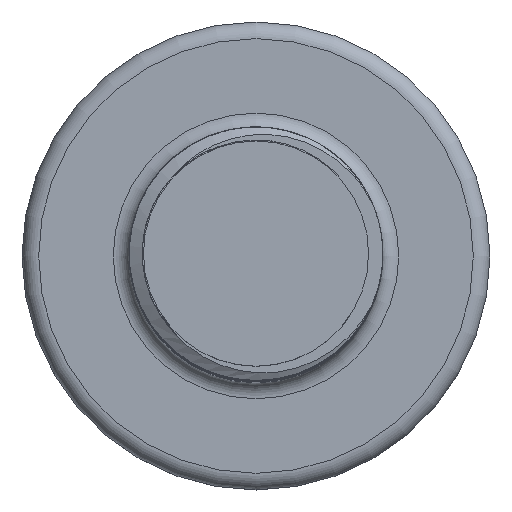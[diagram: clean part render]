
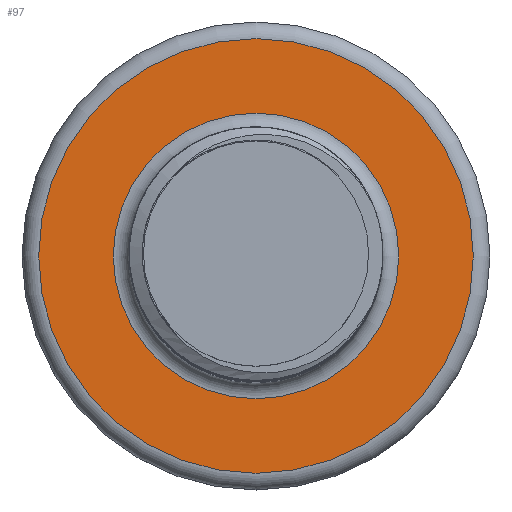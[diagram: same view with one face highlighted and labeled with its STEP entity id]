
A CAD part, top view. The second image highlights one B-rep face of the part: STEP entity #97.
In plain terms, the highlighted planar face has unit normal (0, 0, 1).
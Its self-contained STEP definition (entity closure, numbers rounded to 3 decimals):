
#60=FACE_BOUND('',#153,.T.);
#61=FACE_BOUND('',#154,.T.);
#77=PLANE('',#452);
#97=ADVANCED_FACE('',(#60,#61),#77,.F.);
#153=EDGE_LOOP('',(#246));
#154=EDGE_LOOP('',(#247));
#188=CIRCLE('',#449,13.7);
#189=CIRCLE('',#451,9.);
#246=ORIENTED_EDGE('',*,*,#377,.T.);
#247=ORIENTED_EDGE('',*,*,#376,.T.);
#336=VERTEX_POINT('',#5780);
#337=VERTEX_POINT('',#5783);
#376=EDGE_CURVE('',#336,#336,#188,.T.);
#377=EDGE_CURVE('',#337,#337,#189,.T.);
#449=AXIS2_PLACEMENT_3D('',#5779,#514,#515);
#451=AXIS2_PLACEMENT_3D('',#5782,#518,#519);
#452=AXIS2_PLACEMENT_3D('',#5784,#520,#521);
#514=DIRECTION('',(0.,0.,1.));
#515=DIRECTION('',(1.,0.,0.));
#518=DIRECTION('',(0.,0.,-1.));
#519=DIRECTION('',(1.,0.,0.));
#520=DIRECTION('',(0.,0.,-1.));
#521=DIRECTION('',(1.,0.,0.));
#5779=CARTESIAN_POINT('',(39.348,-800.,-119.9));
#5780=CARTESIAN_POINT('',(53.048,-800.,-119.9));
#5782=CARTESIAN_POINT('',(39.348,-800.,-119.9));
#5783=CARTESIAN_POINT('',(48.348,-800.,-119.9));
#5784=CARTESIAN_POINT('',(39.348,-800.,-119.9));
